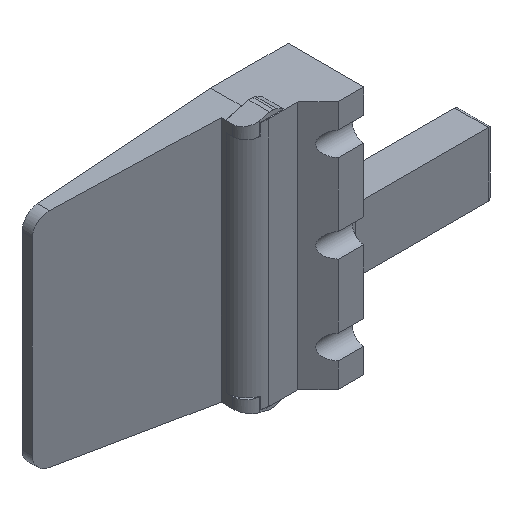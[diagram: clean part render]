
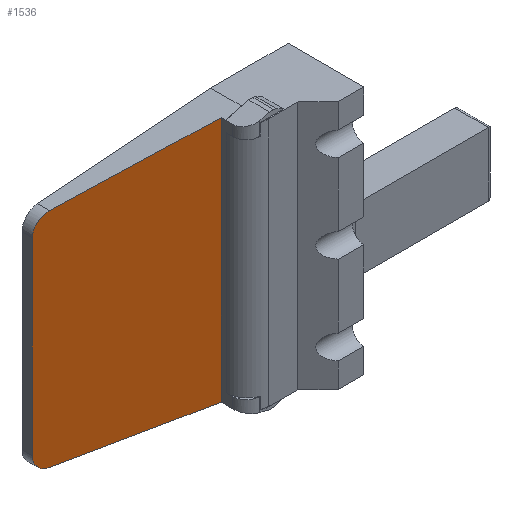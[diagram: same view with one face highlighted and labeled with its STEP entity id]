
A CAD part, isometric view. The second image highlights one B-rep face of the part: STEP entity #1536.
In plain terms, the highlighted planar face has unit normal (-0.11, -0.994, 0).
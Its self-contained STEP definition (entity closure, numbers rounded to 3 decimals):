
#572=DIRECTION('',(0.,0.,1.));
#573=VECTOR('',#572,11.76);
#574=CARTESIAN_POINT('',(-4.6,-1.4,-5.88));
#575=LINE('',#574,#573);
#596=CARTESIAN_POINT('',(-12.7,-0.5,-4.51));
#597=CARTESIAN_POINT('',(-12.7,-0.5,-4.634));
#598=CARTESIAN_POINT('',(-12.649,-0.506,
-4.834));
#599=CARTESIAN_POINT('',(-12.498,-0.522,
-5.064));
#600=CARTESIAN_POINT('',(-12.28,-0.547,
-5.232));
#601=CARTESIAN_POINT('',(-12.085,-0.568,
-5.298));
#602=CARTESIAN_POINT('',(-11.962,-0.582,
-5.307));
#604=DIRECTION('',(0.,0.,1.));
#605=VECTOR('',#604,9.02);
#606=CARTESIAN_POINT('',(-12.7,-0.5,-4.51));
#607=LINE('',#606,#605);
#608=CARTESIAN_POINT('',(-11.962,-0.582,
5.307));
#609=CARTESIAN_POINT('',(-12.085,-0.568,
5.298));
#610=CARTESIAN_POINT('',(-12.28,-0.547,
5.232));
#611=CARTESIAN_POINT('',(-12.498,-0.522,
5.064));
#612=CARTESIAN_POINT('',(-12.649,-0.506,
4.834));
#613=CARTESIAN_POINT('',(-12.7,-0.5,4.634));
#614=CARTESIAN_POINT('',(-12.7,-0.5,4.51));
#616=DIRECTION('',(-0.991,0.11,-0.077));
#617=VECTOR('',#616,7.429);
#618=CARTESIAN_POINT('',(-4.6,-1.4,5.88));
#619=LINE('',#618,#617);
#620=DIRECTION('',(0.991,-0.11,-0.077));
#621=VECTOR('',#620,7.429);
#622=CARTESIAN_POINT('',(-11.962,-0.582,
-5.307));
#623=LINE('',#622,#621);
#739=VERTEX_POINT('',#596);
#740=VERTEX_POINT('',#602);
#749=CARTESIAN_POINT('',(-11.962,-0.582,
5.307));
#750=VERTEX_POINT('',#749);
#751=VERTEX_POINT('',#614);
#891=CARTESIAN_POINT('',(-4.6,-1.4,-5.88));
#892=CARTESIAN_POINT('',(-4.6,-1.4,5.88));
#893=VERTEX_POINT('',#891);
#894=VERTEX_POINT('',#892);
#1519=CARTESIAN_POINT('',(-12.7,-0.5,-5.95));
#1520=DIRECTION('',(-0.11,-0.994,0.));
#1521=DIRECTION('',(0.994,-0.11,0.));
#1522=AXIS2_PLACEMENT_3D('',#1519,#1520,#1521);
#1523=PLANE('',#1522);
#1525=ORIENTED_EDGE('',*,*,#1524,.F.);
#1527=ORIENTED_EDGE('',*,*,#1526,.T.);
#1529=ORIENTED_EDGE('',*,*,#1528,.F.);
#1531=ORIENTED_EDGE('',*,*,#1530,.F.);
#1532=ORIENTED_EDGE('',*,*,#1492,.F.);
#1533=ORIENTED_EDGE('',*,*,#975,.F.);
#1534=EDGE_LOOP('',(#1525,#1527,#1529,#1531,#1532,#1533));
#1535=FACE_OUTER_BOUND('',#1534,.F.);
#1536=ADVANCED_FACE('',(#1535),#1523,.T.);
#603=B_SPLINE_CURVE_WITH_KNOTS('',3,(#596,#597,#598,#599,#600,#601,#602),
.UNSPECIFIED.,.F.,.F.,(4,1,1,1,4),(0.,0.25,0.5,0.75,1.),
.UNSPECIFIED.);
#615=B_SPLINE_CURVE_WITH_KNOTS('',3,(#608,#609,#610,#611,#612,#613,#614),
.UNSPECIFIED.,.F.,.F.,(4,1,1,1,4),(0.,0.25,0.5,0.75,1.),
.UNSPECIFIED.);
#975=EDGE_CURVE('',#740,#893,#623,.T.);
#1492=EDGE_CURVE('',#893,#894,#575,.T.);
#1524=EDGE_CURVE('',#739,#740,#603,.T.);
#1526=EDGE_CURVE('',#739,#751,#607,.T.);
#1528=EDGE_CURVE('',#750,#751,#615,.T.);
#1530=EDGE_CURVE('',#894,#750,#619,.T.);
